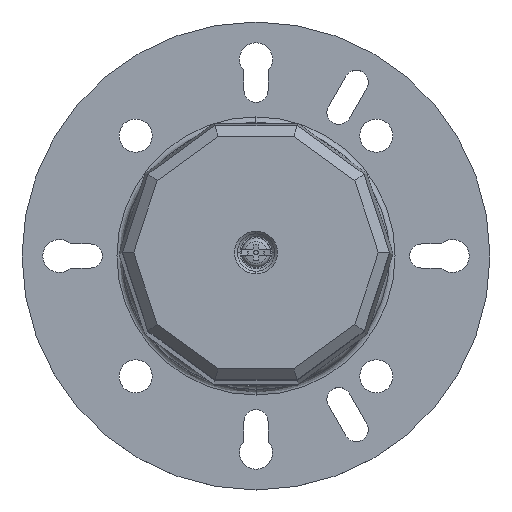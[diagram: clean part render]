
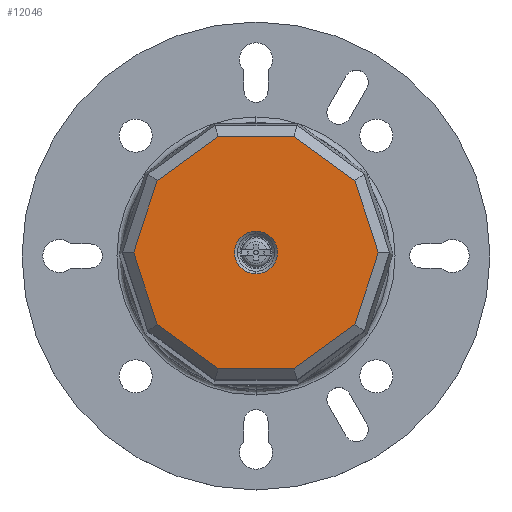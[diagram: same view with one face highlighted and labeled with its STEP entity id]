
A CAD part, top view. The second image highlights one B-rep face of the part: STEP entity #12046.
In plain terms, the highlighted planar face has unit normal (0, 0, 1).
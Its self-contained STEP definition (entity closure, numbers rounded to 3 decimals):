
#37 = VERTEX_POINT ( 'NONE', #8863 ) ;
#147 = VERTEX_POINT ( 'NONE', #21764 ) ;
#799 = EDGE_LOOP ( 'NONE', ( #16546, #14364, #11705, #7797, #15991, #923, #12635, #11044, #6954, #15598 ) ) ;
#923 = ORIENTED_EDGE ( 'NONE', *, *, #14745, .F. ) ;
#941 = VERTEX_POINT ( 'NONE', #7363 ) ;
#1194 = AXIS2_PLACEMENT_3D ( 'NONE', #5430, #12585, #4009 ) ;
#1723 = CARTESIAN_POINT ( 'NONE',  ( -18.502, -13.442, 365. ) ) ;
#1804 = VECTOR ( 'NONE', #10622, 1000. ) ;
#1821 = VERTEX_POINT ( 'NONE', #19290 ) ;
#2206 = LINE ( 'NONE', #7373, #15805 ) ;
#2247 = VECTOR ( 'NONE', #7040, 1000. ) ;
#2371 = CIRCLE ( 'NONE', #1194, 4. ) ;
#2408 = VERTEX_POINT ( 'NONE', #3423 ) ;
#2837 = EDGE_CURVE ( 'NONE', #18053, #10356, #22829, .T. ) ;
#2916 = DIRECTION ( 'NONE',  ( 0.809, -0.588, 0. ) ) ;
#3423 = CARTESIAN_POINT ( 'NONE',  ( 18.502, 13.442, 365. ) ) ;
#3810 = CIRCLE ( 'NONE', #15453, 4. ) ;
#3859 = DIRECTION ( 'NONE',  ( 0.309, 0.951, 0. ) ) ;
#3984 = VECTOR ( 'NONE', #2916, 1000. ) ;
#4009 = DIRECTION ( 'NONE',  ( 0., -1., 0. ) ) ;
#4510 = DIRECTION ( 'NONE',  ( 1., 0., 0. ) ) ;
#4820 = EDGE_CURVE ( 'NONE', #13208, #18725, #6286, .T. ) ;
#4920 = LINE ( 'NONE', #8551, #2247 ) ;
#5336 = CARTESIAN_POINT ( 'NONE',  ( -18.502, 13.442, 365. ) ) ;
#5430 = CARTESIAN_POINT ( 'NONE',  ( 0., 0., 365. ) ) ;
#5591 = EDGE_CURVE ( 'NONE', #2408, #147, #16922, .T. ) ;
#5840 = VECTOR ( 'NONE', #19446, 1000. ) ;
#6106 = CARTESIAN_POINT ( 'NONE',  ( -22.869, 0., 365. ) ) ;
#6286 = LINE ( 'NONE', #19202, #16833 ) ;
#6359 = VERTEX_POINT ( 'NONE', #7488 ) ;
#6469 = CARTESIAN_POINT ( 'NONE',  ( 7.067, -21.75, 365. ) ) ;
#6505 = FACE_OUTER_BOUND ( 'NONE', #799, .T. ) ;
#6921 = AXIS2_PLACEMENT_3D ( 'NONE', #22815, #17078, #13319 ) ;
#6954 = ORIENTED_EDGE ( 'NONE', *, *, #7521, .F. ) ;
#7040 = DIRECTION ( 'NONE',  ( -0.309, -0.951, 0. ) ) ;
#7363 = CARTESIAN_POINT ( 'NONE',  ( 7.067, 21.75, 365. ) ) ;
#7373 = CARTESIAN_POINT ( 'NONE',  ( -22.869, 0., 365. ) ) ;
#7488 = CARTESIAN_POINT ( 'NONE',  ( -7.067, 21.75, 365. ) ) ;
#7521 = EDGE_CURVE ( 'NONE', #10356, #1821, #2206, .T. ) ;
#7797 = ORIENTED_EDGE ( 'NONE', *, *, #16699, .F. ) ;
#7815 = CARTESIAN_POINT ( 'NONE',  ( 0., -4., 365. ) ) ;
#7991 = DIRECTION ( 'NONE',  ( 0.309, -0.951, 0. ) ) ;
#8551 = CARTESIAN_POINT ( 'NONE',  ( 22.869, 0., 365. ) ) ;
#8677 = DIRECTION ( 'NONE',  ( 0., -1., 0. ) ) ;
#8759 = DIRECTION ( 'NONE',  ( -1., 0., 0. ) ) ;
#8863 = CARTESIAN_POINT ( 'NONE',  ( 0., 4., 365. ) ) ;
#8956 = CARTESIAN_POINT ( 'NONE',  ( -7.067, -21.75, 365. ) ) ;
#9711 = EDGE_CURVE ( 'NONE', #37, #13801, #3810, .T. ) ;
#10356 = VERTEX_POINT ( 'NONE', #6106 ) ;
#10622 = DIRECTION ( 'NONE',  ( -0.809, 0.588, 0. ) ) ;
#10694 = EDGE_CURVE ( 'NONE', #18725, #12056, #12038, .T. ) ;
#11044 = ORIENTED_EDGE ( 'NONE', *, *, #18353, .F. ) ;
#11295 = EDGE_CURVE ( 'NONE', #13801, #37, #2371, .T. ) ;
#11705 = ORIENTED_EDGE ( 'NONE', *, *, #4820, .F. ) ;
#11998 = LINE ( 'NONE', #8956, #1804 ) ;
#12038 = LINE ( 'NONE', #15451, #13586 ) ;
#12046 = ADVANCED_FACE ( 'NONE', ( #15429, #6505 ), #15662, .T. ) ;
#12056 = VERTEX_POINT ( 'NONE', #20483 ) ;
#12273 = CARTESIAN_POINT ( 'NONE',  ( -18.502, -13.442, 365. ) ) ;
#12489 = DIRECTION ( 'NONE',  ( 0.809, 0.588, 0. ) ) ;
#12585 = DIRECTION ( 'NONE',  ( 0., 0., 1. ) ) ;
#12635 = ORIENTED_EDGE ( 'NONE', *, *, #18300, .F. ) ;
#13208 = VERTEX_POINT ( 'NONE', #21593 ) ;
#13319 = DIRECTION ( 'NONE',  ( 1., 0., 0. ) ) ;
#13586 = VECTOR ( 'NONE', #8759, 1000. ) ;
#13801 = VERTEX_POINT ( 'NONE', #7815 ) ;
#14187 = ORIENTED_EDGE ( 'NONE', *, *, #11295, .F. ) ;
#14364 = ORIENTED_EDGE ( 'NONE', *, *, #10694, .F. ) ;
#14745 = EDGE_CURVE ( 'NONE', #941, #2408, #19361, .T. ) ;
#15429 = FACE_BOUND ( 'NONE', #20631, .T. ) ;
#15451 = CARTESIAN_POINT ( 'NONE',  ( 7.067, -21.75, 365. ) ) ;
#15453 = AXIS2_PLACEMENT_3D ( 'NONE', #23114, #21228, #8677 ) ;
#15598 = ORIENTED_EDGE ( 'NONE', *, *, #2837, .F. ) ;
#15662 = PLANE ( 'NONE',  #6921 ) ;
#15805 = VECTOR ( 'NONE', #3859, 1000. ) ;
#15991 = ORIENTED_EDGE ( 'NONE', *, *, #5591, .F. ) ;
#16157 = VECTOR ( 'NONE', #4510, 1000. ) ;
#16195 = VECTOR ( 'NONE', #7991, 1000. ) ;
#16546 = ORIENTED_EDGE ( 'NONE', *, *, #21857, .F. ) ;
#16699 = EDGE_CURVE ( 'NONE', #147, #13208, #4920, .T. ) ;
#16833 = VECTOR ( 'NONE', #20607, 1000. ) ;
#16838 = LINE ( 'NONE', #20470, #16157 ) ;
#16922 = LINE ( 'NONE', #22772, #16195 ) ;
#17078 = DIRECTION ( 'NONE',  ( 0., 0., 1. ) ) ;
#18053 = VERTEX_POINT ( 'NONE', #1723 ) ;
#18300 = EDGE_CURVE ( 'NONE', #6359, #941, #16838, .T. ) ;
#18353 = EDGE_CURVE ( 'NONE', #1821, #6359, #23160, .T. ) ;
#18725 = VERTEX_POINT ( 'NONE', #6469 ) ;
#19094 = ORIENTED_EDGE ( 'NONE', *, *, #9711, .F. ) ;
#19202 = CARTESIAN_POINT ( 'NONE',  ( 18.502, -13.442, 365. ) ) ;
#19290 = CARTESIAN_POINT ( 'NONE',  ( -18.502, 13.442, 365. ) ) ;
#19361 = LINE ( 'NONE', #22985, #3984 ) ;
#19446 = DIRECTION ( 'NONE',  ( -0.309, 0.951, 0. ) ) ;
#20470 = CARTESIAN_POINT ( 'NONE',  ( -7.067, 21.75, 365. ) ) ;
#20483 = CARTESIAN_POINT ( 'NONE',  ( -7.067, -21.75, 365. ) ) ;
#20607 = DIRECTION ( 'NONE',  ( -0.809, -0.588, 0. ) ) ;
#20631 = EDGE_LOOP ( 'NONE', ( #19094, #14187 ) ) ;
#21010 = VECTOR ( 'NONE', #12489, 1000. ) ;
#21228 = DIRECTION ( 'NONE',  ( 0., 0., 1. ) ) ;
#21593 = CARTESIAN_POINT ( 'NONE',  ( 18.502, -13.442, 365. ) ) ;
#21764 = CARTESIAN_POINT ( 'NONE',  ( 22.869, 0., 365. ) ) ;
#21857 = EDGE_CURVE ( 'NONE', #12056, #18053, #11998, .T. ) ;
#22772 = CARTESIAN_POINT ( 'NONE',  ( 18.502, 13.442, 365. ) ) ;
#22815 = CARTESIAN_POINT ( 'NONE',  ( -25.156, -23.925, 365. ) ) ;
#22829 = LINE ( 'NONE', #12273, #5840 ) ;
#22985 = CARTESIAN_POINT ( 'NONE',  ( 7.067, 21.75, 365. ) ) ;
#23114 = CARTESIAN_POINT ( 'NONE',  ( 0., 0., 365. ) ) ;
#23160 = LINE ( 'NONE', #5336, #21010 ) ;
